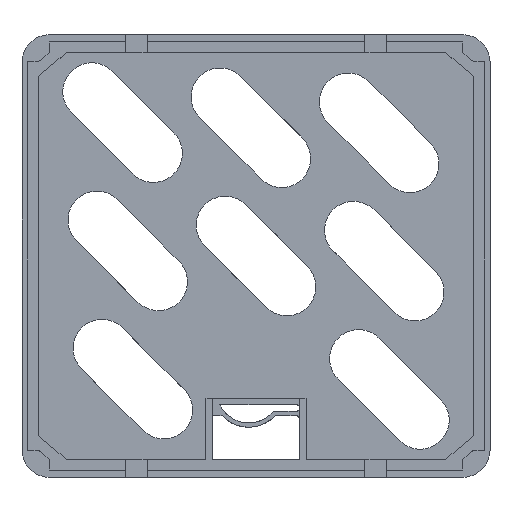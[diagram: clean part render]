
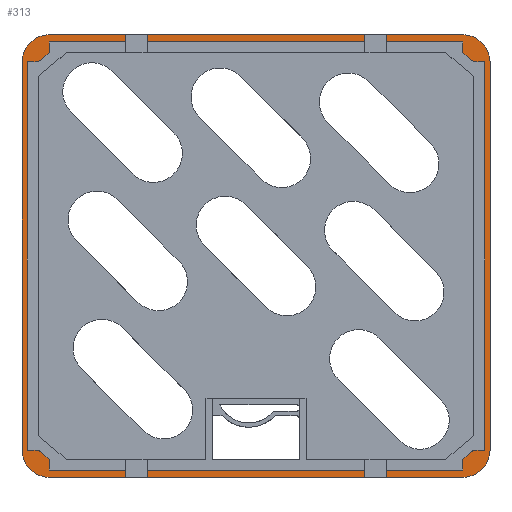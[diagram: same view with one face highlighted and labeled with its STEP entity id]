
A CAD part, top view. The second image highlights one B-rep face of the part: STEP entity #313.
In plain terms, the highlighted planar face has unit normal (0, 0, 1).
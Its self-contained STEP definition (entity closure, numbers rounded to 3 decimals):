
#61 = EDGE_CURVE('',#62,#64,#66,.T.);
#62 = VERTEX_POINT('',#63);
#63 = CARTESIAN_POINT('',(-57.,58.,-57.));
#64 = VERTEX_POINT('',#65);
#65 = CARTESIAN_POINT('',(57.,58.,-57.));
#66 = LINE('',#67,#68);
#67 = CARTESIAN_POINT('',(-57.,58.,-57.));
#68 = VECTOR('',#69,1.);
#69 = DIRECTION('',(1.,0.,0.));
#313 = ADVANCED_FACE('',(#314,#384),#505,.F.);
#314 = FACE_BOUND('',#315,.F.);
#315 = EDGE_LOOP('',(#316,#326,#335,#343,#352,#360,#369,#377));
#316 = ORIENTED_EDGE('',*,*,#317,.T.);
#317 = EDGE_CURVE('',#318,#320,#322,.T.);
#318 = VERTEX_POINT('',#319);
#319 = CARTESIAN_POINT('',(64.5,52.5,-57.));
#320 = VERTEX_POINT('',#321);
#321 = CARTESIAN_POINT('',(64.5,-54.5,-57.));
#322 = LINE('',#323,#324);
#323 = CARTESIAN_POINT('',(64.5,52.5,-57.));
#324 = VECTOR('',#325,1.);
#325 = DIRECTION('',(0.,-1.,-0.));
#326 = ORIENTED_EDGE('',*,*,#327,.T.);
#327 = EDGE_CURVE('',#320,#328,#330,.T.);
#328 = VERTEX_POINT('',#329);
#329 = CARTESIAN_POINT('',(57.,-62.,-57.));
#330 = CIRCLE('',#331,7.5);
#331 = AXIS2_PLACEMENT_3D('',#332,#333,#334);
#332 = CARTESIAN_POINT('',(57.,-54.5,-57.));
#333 = DIRECTION('',(0.,0.,-1.));
#334 = DIRECTION('',(-1.,0.,0.));
#335 = ORIENTED_EDGE('',*,*,#336,.T.);
#336 = EDGE_CURVE('',#328,#337,#339,.T.);
#337 = VERTEX_POINT('',#338);
#338 = CARTESIAN_POINT('',(-57.,-62.,-57.));
#339 = LINE('',#340,#341);
#340 = CARTESIAN_POINT('',(57.,-62.,-57.));
#341 = VECTOR('',#342,1.);
#342 = DIRECTION('',(-1.,0.,0.));
#343 = ORIENTED_EDGE('',*,*,#344,.T.);
#344 = EDGE_CURVE('',#337,#345,#347,.T.);
#345 = VERTEX_POINT('',#346);
#346 = CARTESIAN_POINT('',(-64.5,-54.5,-57.));
#347 = CIRCLE('',#348,7.5);
#348 = AXIS2_PLACEMENT_3D('',#349,#350,#351);
#349 = CARTESIAN_POINT('',(-57.,-54.5,-57.));
#350 = DIRECTION('',(0.,0.,-1.));
#351 = DIRECTION('',(-1.,0.,0.));
#352 = ORIENTED_EDGE('',*,*,#353,.T.);
#353 = EDGE_CURVE('',#345,#354,#356,.T.);
#354 = VERTEX_POINT('',#355);
#355 = CARTESIAN_POINT('',(-64.5,52.5,-57.));
#356 = LINE('',#357,#358);
#357 = CARTESIAN_POINT('',(-64.5,-54.5,-57.));
#358 = VECTOR('',#359,1.);
#359 = DIRECTION('',(0.,1.,0.));
#360 = ORIENTED_EDGE('',*,*,#361,.T.);
#361 = EDGE_CURVE('',#354,#362,#364,.T.);
#362 = VERTEX_POINT('',#363);
#363 = CARTESIAN_POINT('',(-57.,60.,-57.));
#364 = CIRCLE('',#365,7.5);
#365 = AXIS2_PLACEMENT_3D('',#366,#367,#368);
#366 = CARTESIAN_POINT('',(-57.,52.5,-57.));
#367 = DIRECTION('',(0.,0.,-1.));
#368 = DIRECTION('',(-1.,0.,0.));
#369 = ORIENTED_EDGE('',*,*,#370,.T.);
#370 = EDGE_CURVE('',#362,#371,#373,.T.);
#371 = VERTEX_POINT('',#372);
#372 = CARTESIAN_POINT('',(57.,60.,-57.));
#373 = LINE('',#374,#375);
#374 = CARTESIAN_POINT('',(-57.,60.,-57.));
#375 = VECTOR('',#376,1.);
#376 = DIRECTION('',(1.,0.,0.));
#377 = ORIENTED_EDGE('',*,*,#378,.T.);
#378 = EDGE_CURVE('',#371,#318,#379,.T.);
#379 = CIRCLE('',#380,7.5);
#380 = AXIS2_PLACEMENT_3D('',#381,#382,#383);
#381 = CARTESIAN_POINT('',(57.,52.5,-57.));
#382 = DIRECTION('',(0.,0.,-1.));
#383 = DIRECTION('',(-1.,0.,0.));
#384 = FACE_BOUND('',#385,.F.);
#385 = EDGE_LOOP('',(#386,#396,#404,#410,#411,#419,#427,#435,#443,#451,
    #459,#467,#475,#483,#491,#499));
#386 = ORIENTED_EDGE('',*,*,#387,.F.);
#387 = EDGE_CURVE('',#388,#390,#392,.T.);
#388 = VERTEX_POINT('',#389);
#389 = CARTESIAN_POINT('',(60.,52.5,-57.));
#390 = VERTEX_POINT('',#391);
#391 = CARTESIAN_POINT('',(63.,52.5,-57.));
#392 = LINE('',#393,#394);
#393 = CARTESIAN_POINT('',(60.,52.5,-57.));
#394 = VECTOR('',#395,1.);
#395 = DIRECTION('',(1.,0.,0.));
#396 = ORIENTED_EDGE('',*,*,#397,.T.);
#397 = EDGE_CURVE('',#388,#398,#400,.T.);
#398 = VERTEX_POINT('',#399);
#399 = CARTESIAN_POINT('',(57.,55.,-57.));
#400 = LINE('',#401,#402);
#401 = CARTESIAN_POINT('',(60.,52.5,-57.));
#402 = VECTOR('',#403,1.);
#403 = DIRECTION('',(-0.768,0.64,0.)
  );
#404 = ORIENTED_EDGE('',*,*,#405,.F.);
#405 = EDGE_CURVE('',#64,#398,#406,.T.);
#406 = LINE('',#407,#408);
#407 = CARTESIAN_POINT('',(57.,58.,-57.));
#408 = VECTOR('',#409,1.);
#409 = DIRECTION('',(0.,-1.,-0.));
#410 = ORIENTED_EDGE('',*,*,#61,.F.);
#411 = ORIENTED_EDGE('',*,*,#412,.F.);
#412 = EDGE_CURVE('',#413,#62,#415,.T.);
#413 = VERTEX_POINT('',#414);
#414 = CARTESIAN_POINT('',(-57.,55.,-57.));
#415 = LINE('',#416,#417);
#416 = CARTESIAN_POINT('',(-57.,55.,-57.));
#417 = VECTOR('',#418,1.);
#418 = DIRECTION('',(0.,1.,0.));
#419 = ORIENTED_EDGE('',*,*,#420,.F.);
#420 = EDGE_CURVE('',#421,#413,#423,.T.);
#421 = VERTEX_POINT('',#422);
#422 = CARTESIAN_POINT('',(-60.,52.5,-57.));
#423 = LINE('',#424,#425);
#424 = CARTESIAN_POINT('',(-60.,52.5,-57.));
#425 = VECTOR('',#426,1.);
#426 = DIRECTION('',(0.768,0.64,0.));
#427 = ORIENTED_EDGE('',*,*,#428,.F.);
#428 = EDGE_CURVE('',#429,#421,#431,.T.);
#429 = VERTEX_POINT('',#430);
#430 = CARTESIAN_POINT('',(-63.,52.5,-57.));
#431 = LINE('',#432,#433);
#432 = CARTESIAN_POINT('',(-63.,52.5,-57.));
#433 = VECTOR('',#434,1.);
#434 = DIRECTION('',(1.,0.,0.));
#435 = ORIENTED_EDGE('',*,*,#436,.F.);
#436 = EDGE_CURVE('',#437,#429,#439,.T.);
#437 = VERTEX_POINT('',#438);
#438 = CARTESIAN_POINT('',(-63.,-54.5,-57.));
#439 = LINE('',#440,#441);
#440 = CARTESIAN_POINT('',(-63.,-54.5,-57.));
#441 = VECTOR('',#442,1.);
#442 = DIRECTION('',(0.,1.,0.));
#443 = ORIENTED_EDGE('',*,*,#444,.F.);
#444 = EDGE_CURVE('',#445,#437,#447,.T.);
#445 = VERTEX_POINT('',#446);
#446 = CARTESIAN_POINT('',(-60.,-54.5,-57.));
#447 = LINE('',#448,#449);
#448 = CARTESIAN_POINT('',(-60.,-54.5,-57.));
#449 = VECTOR('',#450,1.);
#450 = DIRECTION('',(-1.,0.,0.));
#451 = ORIENTED_EDGE('',*,*,#452,.T.);
#452 = EDGE_CURVE('',#445,#453,#455,.T.);
#453 = VERTEX_POINT('',#454);
#454 = CARTESIAN_POINT('',(-57.,-57.,-57.));
#455 = LINE('',#456,#457);
#456 = CARTESIAN_POINT('',(-60.,-54.5,-57.));
#457 = VECTOR('',#458,1.);
#458 = DIRECTION('',(0.768,-0.64,0.)
  );
#459 = ORIENTED_EDGE('',*,*,#460,.F.);
#460 = EDGE_CURVE('',#461,#453,#463,.T.);
#461 = VERTEX_POINT('',#462);
#462 = CARTESIAN_POINT('',(-57.,-60.,-57.));
#463 = LINE('',#464,#465);
#464 = CARTESIAN_POINT('',(-57.,-60.,-57.));
#465 = VECTOR('',#466,1.);
#466 = DIRECTION('',(0.,1.,0.));
#467 = ORIENTED_EDGE('',*,*,#468,.F.);
#468 = EDGE_CURVE('',#469,#461,#471,.T.);
#469 = VERTEX_POINT('',#470);
#470 = CARTESIAN_POINT('',(57.,-60.,-57.));
#471 = LINE('',#472,#473);
#472 = CARTESIAN_POINT('',(57.,-60.,-57.));
#473 = VECTOR('',#474,1.);
#474 = DIRECTION('',(-1.,0.,0.));
#475 = ORIENTED_EDGE('',*,*,#476,.F.);
#476 = EDGE_CURVE('',#477,#469,#479,.T.);
#477 = VERTEX_POINT('',#478);
#478 = CARTESIAN_POINT('',(57.,-57.,-57.));
#479 = LINE('',#480,#481);
#480 = CARTESIAN_POINT('',(57.,-57.,-57.));
#481 = VECTOR('',#482,1.);
#482 = DIRECTION('',(0.,-1.,-0.));
#483 = ORIENTED_EDGE('',*,*,#484,.T.);
#484 = EDGE_CURVE('',#477,#485,#487,.T.);
#485 = VERTEX_POINT('',#486);
#486 = CARTESIAN_POINT('',(60.,-54.5,-57.));
#487 = LINE('',#488,#489);
#488 = CARTESIAN_POINT('',(57.,-57.,-57.));
#489 = VECTOR('',#490,1.);
#490 = DIRECTION('',(0.768,0.64,0.));
#491 = ORIENTED_EDGE('',*,*,#492,.F.);
#492 = EDGE_CURVE('',#493,#485,#495,.T.);
#493 = VERTEX_POINT('',#494);
#494 = CARTESIAN_POINT('',(63.,-54.5,-57.));
#495 = LINE('',#496,#497);
#496 = CARTESIAN_POINT('',(63.,-54.5,-57.));
#497 = VECTOR('',#498,1.);
#498 = DIRECTION('',(-1.,0.,0.));
#499 = ORIENTED_EDGE('',*,*,#500,.F.);
#500 = EDGE_CURVE('',#390,#493,#501,.T.);
#501 = LINE('',#502,#503);
#502 = CARTESIAN_POINT('',(63.,52.5,-57.));
#503 = VECTOR('',#504,1.);
#504 = DIRECTION('',(0.,-1.,-0.));
#505 = PLANE('',#506);
#506 = AXIS2_PLACEMENT_3D('',#507,#508,#509);
#507 = CARTESIAN_POINT('',(0.,-1.,-57.));
#508 = DIRECTION('',(0.,0.,-1.));
#509 = DIRECTION('',(-1.,0.,0.));
